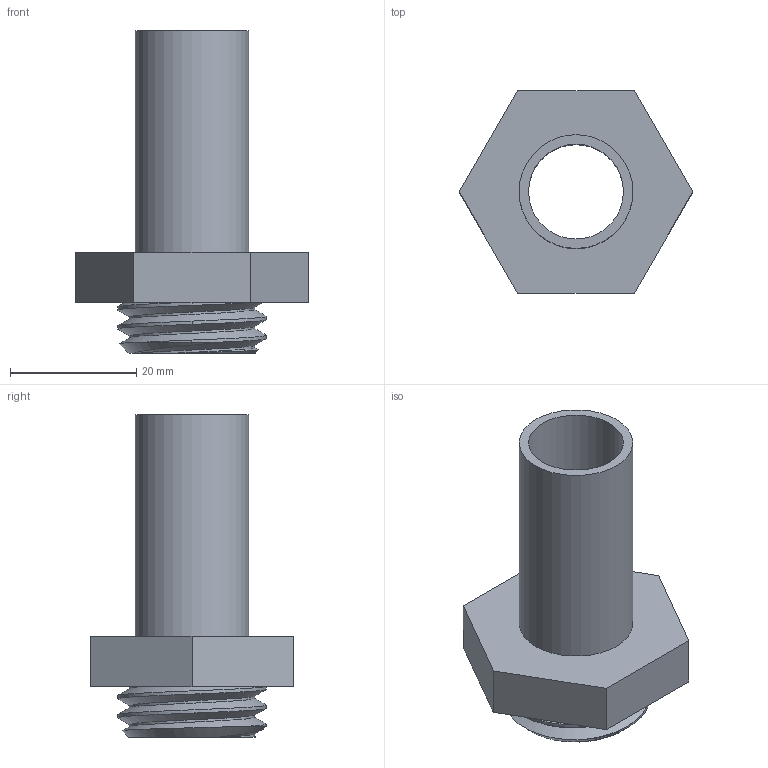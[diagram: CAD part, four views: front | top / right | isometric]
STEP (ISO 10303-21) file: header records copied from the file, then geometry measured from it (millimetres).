
FILE_DESCRIPTION(/* description */ (''),/* implementation_level */ '2;1');
FILE_NAME(/* name */ 'WaterAdapter.stp',/* time_stamp */ '2022-12-04T10:32:42+01:00',/* author */ ('Timo Raab'),/* organization */ ('AG Schmidt-Mende Universität Konstanz'),/* preprocessor_version */ 'ST-DEVELOPER v19.2',/* originating_system */ 'Autodesk Inventor 2023',/* authorisation */ '');
FILE_SCHEMA (('AUTOMOTIVE_DESIGN { 1 0 10303 214 3 1 1 }'));
Length unit declared in the file: millimetre
Products named in the file (1): WaterAdapter
Bounding box: 36.95 x 32 x 51 mm (x, y, z)
Volume: 9933.3 mm3; surface area: 7539.4 mm2
Topology: 1 solids, 1 shells, 25 faces, 62 edges, 41 vertices
Faces by surface type: cylinder 10, plane 10, cone 3, bspline 2
Full cylindrical faces by diameter (mm): 15 x1, 18 x1, 19.85 x2, 23.5 x2
Entity records: 2002 total; most frequent: CARTESIAN_POINT 1394, ORIENTED_EDGE 124, DIRECTION 100, EDGE_CURVE 62, VERTEX_POINT 41, AXIS2_PLACEMENT_3D 36, EDGE_LOOP 29, LINE 28
